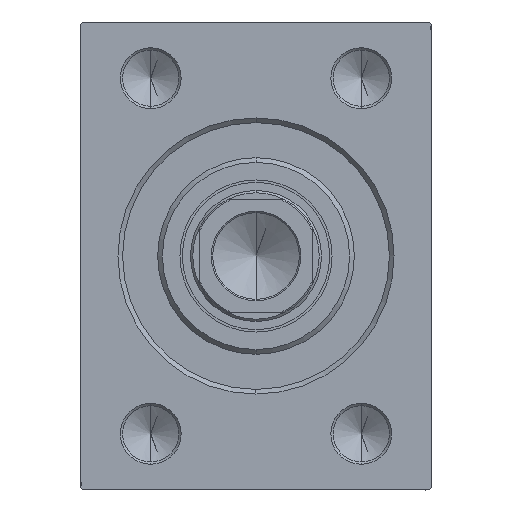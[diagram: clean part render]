
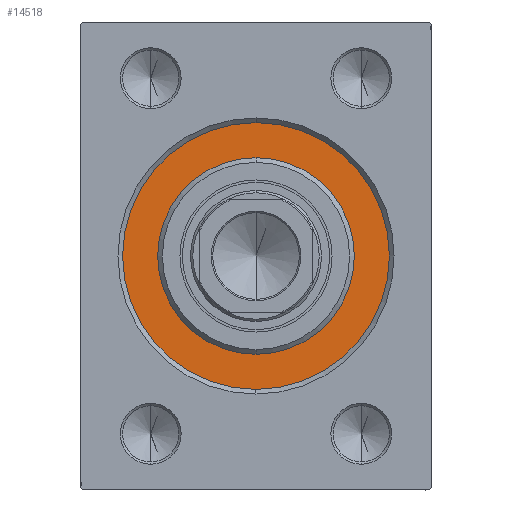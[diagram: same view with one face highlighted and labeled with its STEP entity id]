
A CAD part, left-side view. The second image highlights one B-rep face of the part: STEP entity #14518.
In plain terms, the highlighted face is planar.
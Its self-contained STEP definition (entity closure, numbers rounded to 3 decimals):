
#1651 = VERTEX_POINT ( 'NONE', #4678 ) ;
#4286 = EDGE_CURVE ( 'NONE', #1651, #8735, #16411, .T. ) ;
#4678 = CARTESIAN_POINT ( 'NONE',  ( 0., 0., 28.5 ) ) ;
#5276 = CARTESIAN_POINT ( 'NONE',  ( 0., 0., 0. ) ) ;
#5805 = DIRECTION ( 'NONE',  ( 0., 0., 1. ) ) ;
#6540 = CIRCLE ( 'NONE', #12321, 21. ) ;
#7874 = ORIENTED_EDGE ( 'NONE', *, *, #4286, .F. ) ;
#8308 = EDGE_LOOP ( 'NONE', ( #28799, #7874 ) ) ;
#8735 = VERTEX_POINT ( 'NONE', #41675 ) ;
#11291 = EDGE_LOOP ( 'NONE', ( #23427, #21490 ) ) ;
#11510 = AXIS2_PLACEMENT_3D ( 'NONE', #27968, #24327, #38172 ) ;
#12321 = AXIS2_PLACEMENT_3D ( 'NONE', #32923, #43789, #40172 ) ;
#12347 = CARTESIAN_POINT ( 'NONE',  ( 0., 0., 0. ) ) ;
#13018 = DIRECTION ( 'NONE',  ( 1., 0., 0. ) ) ;
#13511 = EDGE_CURVE ( 'NONE', #42433, #21753, #27538, .T. ) ;
#13865 = CARTESIAN_POINT ( 'NONE',  ( 0., 0., 21. ) ) ;
#14518 = ADVANCED_FACE ( 'NONE', ( #31586, #24094 ), #35199, .F. ) ;
#16411 = CIRCLE ( 'NONE', #41063, 28.5 ) ;
#18311 = EDGE_CURVE ( 'NONE', #21753, #42433, #6540, .T. ) ;
#19107 = DIRECTION ( 'NONE',  ( -1., 0., 0. ) ) ;
#21490 = ORIENTED_EDGE ( 'NONE', *, *, #13511, .F. ) ;
#21753 = VERTEX_POINT ( 'NONE', #13865 ) ;
#23427 = ORIENTED_EDGE ( 'NONE', *, *, #18311, .F. ) ;
#24094 = FACE_OUTER_BOUND ( 'NONE', #8308, .T. ) ;
#24327 = DIRECTION ( 'NONE',  ( -1., 0., 0. ) ) ;
#26204 = DIRECTION ( 'NONE',  ( 0., 0., -1. ) ) ;
#27474 = EDGE_CURVE ( 'NONE', #8735, #1651, #37945, .T. ) ;
#27538 = CIRCLE ( 'NONE', #43474, 21. ) ;
#27968 = CARTESIAN_POINT ( 'NONE',  ( 0., 0., 0. ) ) ;
#28799 = ORIENTED_EDGE ( 'NONE', *, *, #27474, .F. ) ;
#29116 = DIRECTION ( 'NONE',  ( 0., 0., 1. ) ) ;
#29626 = CARTESIAN_POINT ( 'NONE',  ( 0., 0., -21. ) ) ;
#30542 = CARTESIAN_POINT ( 'NONE',  ( 0., 0., 0. ) ) ;
#31586 = FACE_BOUND ( 'NONE', #11291, .T. ) ;
#32923 = CARTESIAN_POINT ( 'NONE',  ( 0., 0., 0. ) ) ;
#35199 = PLANE ( 'NONE',  #11510 ) ;
#37945 = CIRCLE ( 'NONE', #40856, 28.5 ) ;
#38172 = DIRECTION ( 'NONE',  ( 0., 0., 1. ) ) ;
#40172 = DIRECTION ( 'NONE',  ( 0., 0., -1. ) ) ;
#40515 = DIRECTION ( 'NONE',  ( -1., 0., 0. ) ) ;
#40856 = AXIS2_PLACEMENT_3D ( 'NONE', #5276, #19107, #29116 ) ;
#41063 = AXIS2_PLACEMENT_3D ( 'NONE', #30542, #40515, #5805 ) ;
#41675 = CARTESIAN_POINT ( 'NONE',  ( 0., 0., -28.5 ) ) ;
#42433 = VERTEX_POINT ( 'NONE', #29626 ) ;
#43474 = AXIS2_PLACEMENT_3D ( 'NONE', #12347, #13018, #26204 ) ;
#43789 = DIRECTION ( 'NONE',  ( 1., 0., 0. ) ) ;
